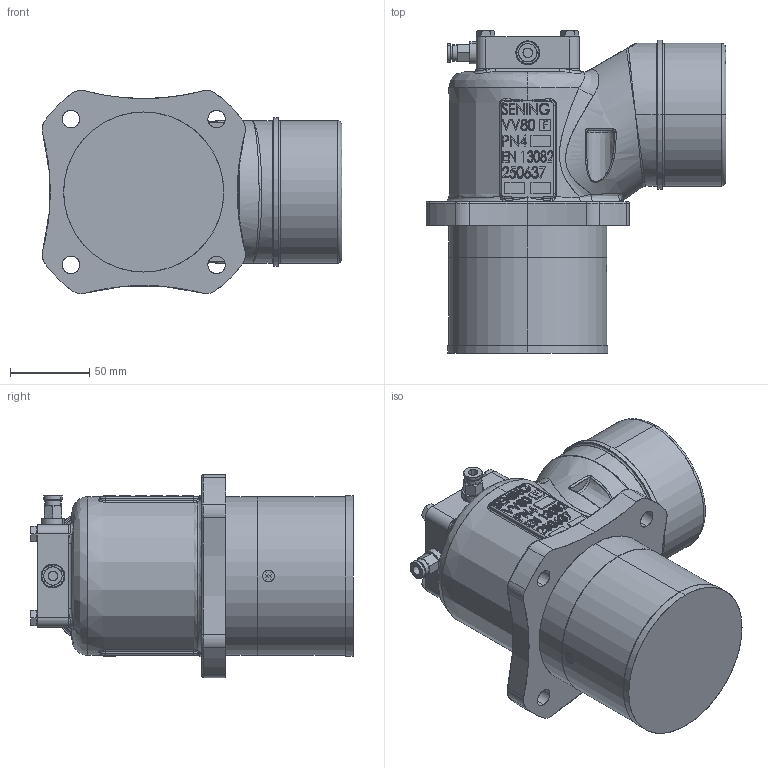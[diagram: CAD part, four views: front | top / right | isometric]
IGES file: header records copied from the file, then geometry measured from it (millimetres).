
Start section: SolidWorks IGES file using analytic representation for surfaces
Global section: file name: VV80-F_250644.IGS; native system: SolidWorks 2010; preprocessor: SolidWorks 2010; author: LarsenR; date: 120823.142141; units: millimetre
Bounding box: 189.11 x 203.5 x 128.23 mm (x, y, z)
Surface area: 135214.4 mm2 (no closed solid volume)
Topology: 0 solids, 0 shells, 807 faces, 12234 edges, 12218 vertices
Faces by surface type: bspline 649, revolution 158
